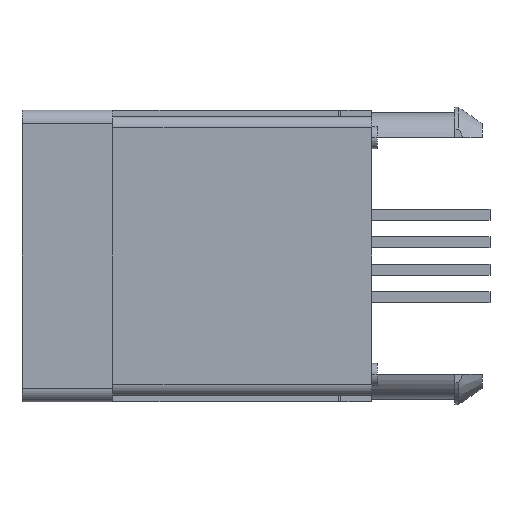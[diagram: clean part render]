
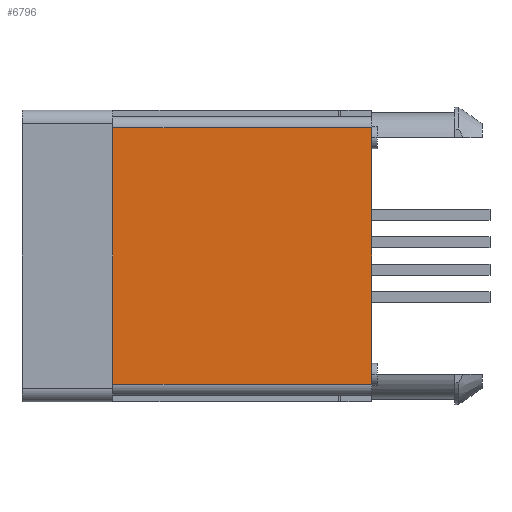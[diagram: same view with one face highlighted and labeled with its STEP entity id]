
A CAD part, left-side view. The second image highlights one B-rep face of the part: STEP entity #6796.
In plain terms, the highlighted planar face has unit normal (-1, 0, 0).
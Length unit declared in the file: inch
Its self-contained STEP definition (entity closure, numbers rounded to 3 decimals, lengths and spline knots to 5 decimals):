
#201=DIRECTION('',(0.,0.,1.));
#202=VECTOR('',#201,0.466);
#203=CARTESIAN_POINT('',(-0.3025,-0.3175,-0.233));
#204=LINE('',#203,#202);
#1990=DIRECTION('',(0.,0.,-1.));
#1991=VECTOR('',#1990,0.466);
#1992=CARTESIAN_POINT('',(-0.3025,0.1525,0.233));
#1993=LINE('',#1992,#1991);
#2011=DIRECTION('',(0.,-1.,0.));
#2012=VECTOR('',#2011,0.47);
#2013=CARTESIAN_POINT('',(-0.3025,0.1525,0.233));
#2014=LINE('',#2013,#2012);
#2029=DIRECTION('',(0.,1.,0.));
#2030=VECTOR('',#2029,0.47);
#2031=CARTESIAN_POINT('',(-0.3025,-0.3175,-0.233));
#2032=LINE('',#2031,#2030);
#3245=CARTESIAN_POINT('',(-0.3025,-0.3175,0.233));
#3246=VERTEX_POINT('',#3245);
#3247=CARTESIAN_POINT('',(-0.3025,0.1525,0.233));
#3248=VERTEX_POINT('',#3247);
#3253=CARTESIAN_POINT('',(-0.3025,-0.3175,-0.233));
#3254=CARTESIAN_POINT('',(-0.3025,0.1525,-0.233));
#3255=VERTEX_POINT('',#3253);
#3256=VERTEX_POINT('',#3254);
#6783=CARTESIAN_POINT('',(-0.3025,-0.3175,0.318));
#6784=DIRECTION('',(1.,0.,0.));
#6785=DIRECTION('',(0.,1.,0.));
#6786=AXIS2_PLACEMENT_3D('',#6783,#6784,#6785);
#6787=PLANE('',#6786);
#6789=ORIENTED_EDGE('',*,*,#6788,.T.);
#6790=ORIENTED_EDGE('',*,*,#4360,.F.);
#6792=ORIENTED_EDGE('',*,*,#6791,.T.);
#6793=ORIENTED_EDGE('',*,*,#6761,.F.);
#6794=EDGE_LOOP('',(#6789,#6790,#6792,#6793));
#6795=FACE_OUTER_BOUND('',#6794,.F.);
#6796=ADVANCED_FACE('',(#6795),#6787,.F.);
#4360=EDGE_CURVE('',#3255,#3246,#204,.T.);
#6761=EDGE_CURVE('',#3248,#3256,#1993,.T.);
#6788=EDGE_CURVE('',#3248,#3246,#2014,.T.);
#6791=EDGE_CURVE('',#3255,#3256,#2032,.T.);
